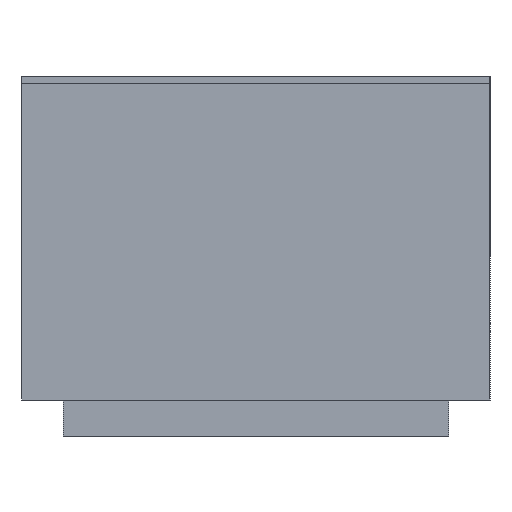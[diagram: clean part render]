
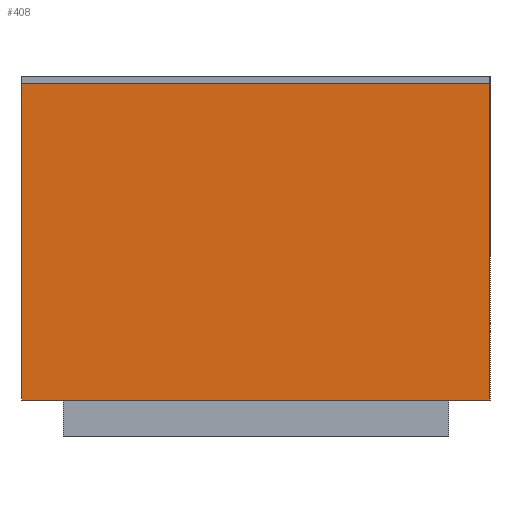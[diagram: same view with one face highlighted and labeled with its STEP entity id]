
A CAD part, left-side view. The second image highlights one B-rep face of the part: STEP entity #408.
In plain terms, the highlighted planar face has unit normal (-1, 0, 0).
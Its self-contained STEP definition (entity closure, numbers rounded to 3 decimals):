
#24=FACE_OUTER_BOUND($,#50,.T.);
#50=EDGE_LOOP($,(#285,#286,#287,#288));
#75=LINE($,#582,#129);
#80=LINE($,#592,#134);
#84=LINE($,#600,#138);
#85=LINE($,#601,#139);
#129=VECTOR($,#472,0.65);
#134=VECTOR($,#481,0.44);
#138=VECTOR($,#487,0.44);
#139=VECTOR($,#488,0.65);
#183=VERTEX_POINT($,#579);
#184=VERTEX_POINT($,#581);
#187=VERTEX_POINT($,#591);
#190=VERTEX_POINT($,#599);
#219=EDGE_CURVE($,#184,#183,#75,.T.);
#224=EDGE_CURVE($,#184,#187,#80,.T.);
#228=EDGE_CURVE($,#183,#190,#84,.T.);
#229=EDGE_CURVE($,#190,#187,#85,.T.);
#285=ORIENTED_EDGE($,*,*,#219,.T.);
#286=ORIENTED_EDGE($,*,*,#228,.T.);
#287=ORIENTED_EDGE($,*,*,#229,.T.);
#288=ORIENTED_EDGE($,*,*,#224,.F.);
#382=PLANE($,#443);
#408=ADVANCED_FACE($,(#24),#382,.T.);
#443=AXIS2_PLACEMENT_3D($,#598,#485,#486);
#472=DIRECTION($,(0.,1.,0.));
#481=DIRECTION($,(0.,0.,-1.));
#485=DIRECTION('center_axis',(-1.,0.,0.));
#486=DIRECTION('ref_axis',(0.,0.,-1.));
#487=DIRECTION($,(0.,0.,-1.));
#488=DIRECTION($,(0.,-1.,0.));
#579=CARTESIAN_POINT('',(-0.525,0.325,0.49));
#581=CARTESIAN_POINT('',(-0.525,-0.325,0.49));
#582=CARTESIAN_POINT($,(-0.525,0.,0.49));
#591=CARTESIAN_POINT('',(-0.525,-0.325,0.05));
#592=CARTESIAN_POINT($,(-0.525,-0.325,0.25));
#598=CARTESIAN_POINT('Origin',(-0.525,0.,0.25));
#599=CARTESIAN_POINT('',(-0.525,0.325,0.05));
#600=CARTESIAN_POINT($,(-0.525,0.325,0.25));
#601=CARTESIAN_POINT($,(-0.525,0.,0.05));
